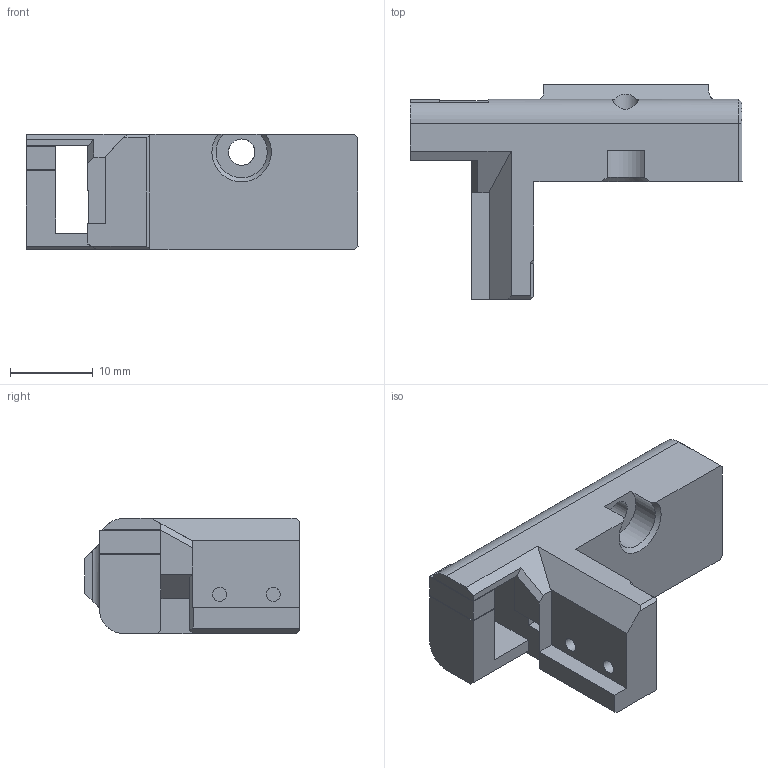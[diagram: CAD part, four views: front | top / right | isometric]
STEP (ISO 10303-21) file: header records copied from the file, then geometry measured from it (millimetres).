
FILE_DESCRIPTION(/* description */ ('STEP AP242 Edition 2','CAx-IF Rec.Pracs.---Representation and Presentation of Product Manufacturing Information (PMI)---4.0---2014-10-13','CAx-IF Rec.Pracs.---3D Tessellated Geometry---0.4---2014-09-14','2;1','CAx-IF Rec.Pracs.---User Defined Attributes---1.5---2016-08-15'),/* implementation_level */ '2;1');
FILE_NAME(/* name */ '695ccc28ff01bcca64636332',/* time_stamp */ '2026-01-06T08:47:37Z',/* author */ (''),/* organization */ (''),/* preprocessor_version */ 'ST-DEVELOPER v20',/* originating_system */ 'ONSHAPE BY PTC INC, 1.208',/* authorisation */ ' ');
FILE_SCHEMA (('AP242_MANAGED_MODEL_BASED_3D_ENGINEERING_MIM_LF { 1 0 10303 442 3 1 4 }'));
Length unit declared in the file: metre
Products named in the file (2): EndStop_Mount; Part 26
Bounding box: 40.18 x 25.98 x 13.94 mm (x, y, z)
Volume: 5749 mm3; surface area: 3015.8 mm2
Topology: 2 solids, 2 shells, 73 faces, 208 edges, 140 vertices
Faces by surface type: plane 62, cylinder 8, cone 3
Full cylindrical faces by diameter (mm): 1.7 x2, 3.2 x1
Entity records: 2403 total; most frequent: CARTESIAN_POINT 453, ORIENTED_EDGE 408, DIRECTION 369, EDGE_CURVE 204, LINE 171, VECTOR 171, VERTEX_POINT 139, AXIS2_PLACEMENT_3D 99
